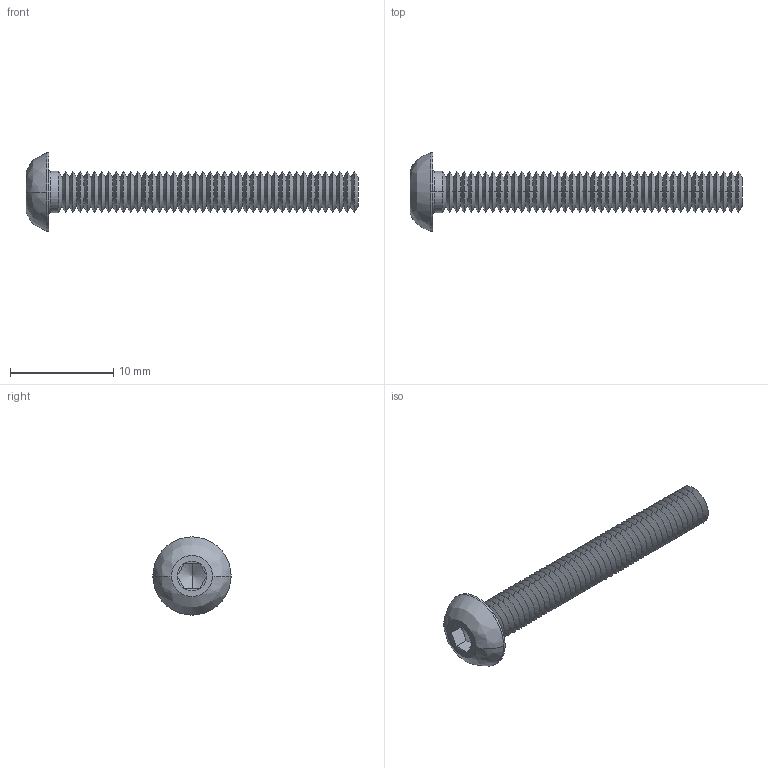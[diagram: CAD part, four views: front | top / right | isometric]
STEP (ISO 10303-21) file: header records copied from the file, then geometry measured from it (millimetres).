
FILE_DESCRIPTION (( 'STEP AP214' ), '1' );
FILE_NAME ('Hexagon socket button head screws M4×30半圆头内六角螺丝（不锈钢304）.step', '2016-10-28T04:22:04', ( 'dell' ), ( '' ), 'SwSTEP 2.0', 'SolidWorks 2013', '' );
FILE_SCHEMA (( 'AUTOMOTIVE_DESIGN' ));
Length unit declared in the file: millimetre
Products named in the file (1): Hexagon socket button head screws M4×30半圆头内六角螺丝（不锈钢304）
Bounding box: 32.2 x 7.6 x 7.6 mm (x, y, z)
Volume: 344.3 mm3; surface area: 753.6 mm2
Topology: 1 solids, 1 shells, 191 faces, 384 edges, 195 vertices
Faces by surface type: cone 174, plane 9, cylinder 4, bspline 2, torus 2
Entity records: 4896 total; most frequent: DIRECTION 934, CARTESIAN_POINT 857, ORIENTED_EDGE 764, EDGE_CURVE 382, AXIS2_PLACEMENT_3D 378, VERTEX_POINT 195, EDGE_LOOP 193, FACE_OUTER_BOUND 191
